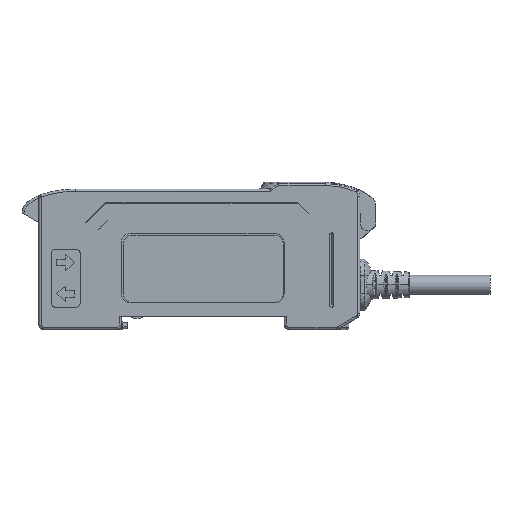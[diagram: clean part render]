
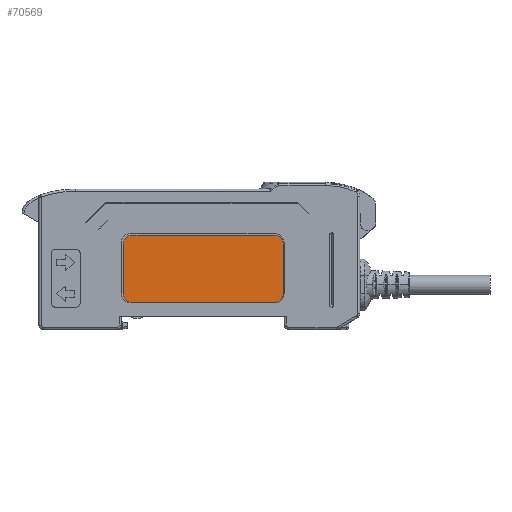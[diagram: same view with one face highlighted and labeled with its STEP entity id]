
A CAD part, top view. The second image highlights one B-rep face of the part: STEP entity #70569.
In plain terms, the highlighted planar face has unit normal (0, 0, 1).
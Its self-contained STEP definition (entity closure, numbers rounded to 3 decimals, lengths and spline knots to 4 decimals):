
#27097=CARTESIAN_POINT('',(0.8219,0.753,
0.1988));
#27098=DIRECTION('',(0.,0.,1.));
#27099=DIRECTION('',(0.,1.,0.));
#27100=AXIS2_PLACEMENT_3D('',#27097,#27098,#27099);
#27102=DIRECTION('',(-1.,0.,0.));
#27103=VECTOR('',#27102,1.2598);
#27104=CARTESIAN_POINT('',(2.0817,0.8317,
0.1988));
#27105=LINE('',#27104,#27103);
#27106=CARTESIAN_POINT('',(2.0817,0.753,
0.1988));
#27107=DIRECTION('',(0.,0.,1.));
#27108=DIRECTION('',(1.,0.,0.));
#27109=AXIS2_PLACEMENT_3D('',#27106,#27107,#27108);
#27111=DIRECTION('',(0.,1.,0.));
#27112=VECTOR('',#27111,0.4331);
#27113=CARTESIAN_POINT('',(2.1604,0.3199,
0.1988));
#27114=LINE('',#27113,#27112);
#27115=CARTESIAN_POINT('',(2.0817,0.3199,
0.1988));
#27116=DIRECTION('',(0.,0.,1.));
#27117=DIRECTION('',(0.,-1.,0.));
#27118=AXIS2_PLACEMENT_3D('',#27115,#27116,#27117);
#27120=DIRECTION('',(1.,0.,0.));
#27121=VECTOR('',#27120,1.2598);
#27122=CARTESIAN_POINT('',(0.8219,0.2411,
0.1988));
#27123=LINE('',#27122,#27121);
#27124=CARTESIAN_POINT('',(0.8219,0.3199,
0.1988));
#27125=DIRECTION('',(0.,0.,1.));
#27126=DIRECTION('',(-1.,0.,0.));
#27127=AXIS2_PLACEMENT_3D('',#27124,#27125,#27126);
#27129=DIRECTION('',(0.,-1.,0.));
#27130=VECTOR('',#27129,0.4331);
#27131=CARTESIAN_POINT('',(0.7431,0.753,
0.1988));
#27132=LINE('',#27131,#27130);
#34695=CARTESIAN_POINT('',(0.8219,0.8317,
0.1988));
#34696=CARTESIAN_POINT('',(0.7431,0.753,
0.1988));
#34697=VERTEX_POINT('',#34695);
#34698=VERTEX_POINT('',#34696);
#34699=CARTESIAN_POINT('',(0.7431,0.3199,
0.1988));
#34700=CARTESIAN_POINT('',(0.8219,0.2411,
0.1988));
#34701=VERTEX_POINT('',#34699);
#34702=VERTEX_POINT('',#34700);
#34703=CARTESIAN_POINT('',(2.0817,0.2411,
0.1988));
#34704=CARTESIAN_POINT('',(2.1604,0.3199,
0.1988));
#34705=VERTEX_POINT('',#34703);
#34706=VERTEX_POINT('',#34704);
#34707=CARTESIAN_POINT('',(2.1604,0.753,
0.1988));
#34708=CARTESIAN_POINT('',(2.0817,0.8317,
0.1988));
#34709=VERTEX_POINT('',#34707);
#34710=VERTEX_POINT('',#34708);
#70554=CARTESIAN_POINT('',(0.7431,0.2411,
0.1988));
#70555=DIRECTION('',(0.,0.,1.));
#70556=DIRECTION('',(1.,0.,0.));
#70557=AXIS2_PLACEMENT_3D('',#70554,#70555,#70556);
#70558=PLANE('',#70557);
#70559=ORIENTED_EDGE('',*,*,#70493,.F.);
#70560=ORIENTED_EDGE('',*,*,#70507,.F.);
#70561=ORIENTED_EDGE('',*,*,#70521,.F.);
#70562=ORIENTED_EDGE('',*,*,#70535,.F.);
#70563=ORIENTED_EDGE('',*,*,#70548,.F.);
#70564=ORIENTED_EDGE('',*,*,#70450,.F.);
#70565=ORIENTED_EDGE('',*,*,#70465,.F.);
#70566=ORIENTED_EDGE('',*,*,#70479,.F.);
#70567=EDGE_LOOP('',(#70559,#70560,#70561,#70562,#70563,#70564,#70565,#70566));
#70568=FACE_OUTER_BOUND('',#70567,.F.);
#70569=ADVANCED_FACE('',(#70568),#70558,.T.);
#27101=CIRCLE('',#27100,0.0787);
#27110=CIRCLE('',#27109,0.0787);
#27119=CIRCLE('',#27118,0.0787);
#27128=CIRCLE('',#27127,0.0787);
#70450=EDGE_CURVE('',#34702,#34705,#27123,.T.);
#70465=EDGE_CURVE('',#34701,#34702,#27128,.T.);
#70479=EDGE_CURVE('',#34698,#34701,#27132,.T.);
#70493=EDGE_CURVE('',#34697,#34698,#27101,.T.);
#70507=EDGE_CURVE('',#34710,#34697,#27105,.T.);
#70521=EDGE_CURVE('',#34709,#34710,#27110,.T.);
#70535=EDGE_CURVE('',#34706,#34709,#27114,.T.);
#70548=EDGE_CURVE('',#34705,#34706,#27119,.T.);
